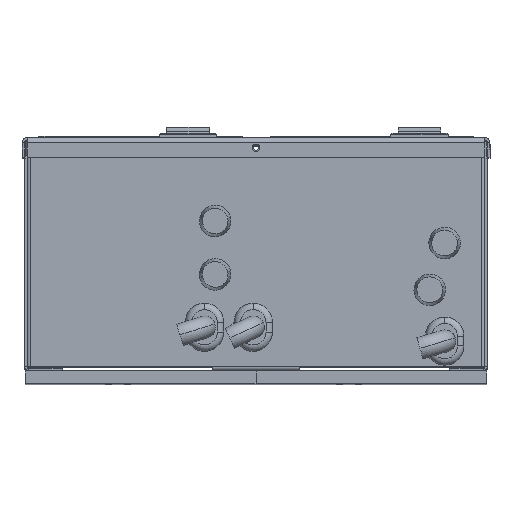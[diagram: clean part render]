
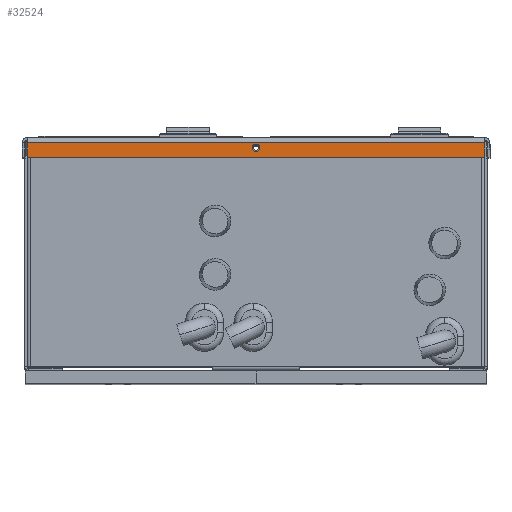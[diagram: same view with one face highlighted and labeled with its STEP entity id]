
A CAD part, top view. The second image highlights one B-rep face of the part: STEP entity #32524.
In plain terms, the highlighted planar face has unit normal (0, 0, 1).
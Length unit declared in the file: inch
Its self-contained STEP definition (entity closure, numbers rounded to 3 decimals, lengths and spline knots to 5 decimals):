
#3331 = CARTESIAN_POINT ( 'NONE',  ( 0., 0., 0.102 ) ) ;
#3359 = DIRECTION ( 'NONE',  ( 1., 0., 0. ) ) ;
#3734 = CARTESIAN_POINT ( 'NONE',  ( -8.914, 0., 0.102 ) ) ;
#7369 = CARTESIAN_POINT ( 'NONE',  ( -8.914, -0.0504, 0.102 ) ) ;
#8408 = CARTESIAN_POINT ( 'NONE',  ( 0., -0.3424, 0.102 ) ) ;
#9845 = CARTESIAN_POINT ( 'NONE',  ( -4.457, -0.1524, 0.102 ) ) ;
#9962 = VECTOR ( 'NONE', #3359, 39.37008 ) ;
#10664 = EDGE_LOOP ( 'NONE', ( #53699, #60223 ) ) ;
#11719 = ORIENTED_EDGE ( 'NONE', *, *, #40577, .T. ) ;
#18906 = FACE_BOUND ( 'NONE', #10664, .T. ) ;
#20045 = CARTESIAN_POINT ( 'NONE',  ( 0., -0.0504, 0.102 ) ) ;
#20046 = PLANE ( 'NONE',  #35181 ) ;
#20798 = LINE ( 'NONE', #20045, #21315 ) ;
#21315 = VECTOR ( 'NONE', #39104, 39.37008 ) ;
#21994 = CARTESIAN_POINT ( 'NONE',  ( 0., -0.0504, 0.102 ) ) ;
#23485 = ORIENTED_EDGE ( 'NONE', *, *, #70531, .T. ) ;
#23845 = CARTESIAN_POINT ( 'NONE',  ( -4.53175, -0.1524, 0.102 ) ) ;
#23869 = EDGE_LOOP ( 'NONE', ( #66400, #62383, #23485, #11719 ) ) ;
#26272 = EDGE_CURVE ( 'NONE', #52725, #76815, #20798, .T. ) ;
#26853 = VERTEX_POINT ( 'NONE', #61735 ) ;
#26960 = DIRECTION ( 'NONE',  ( 0., 0., 1. ) ) ;
#30577 = CARTESIAN_POINT ( 'NONE',  ( -4.457, -0.1524, 0.102 ) ) ;
#32495 = EDGE_CURVE ( 'NONE', #43920, #35230, #49204, .T. ) ;
#32524 = ADVANCED_FACE ( 'NONE', ( #18906, #42658 ), #20046, .F. ) ;
#32781 = CARTESIAN_POINT ( 'NONE',  ( -8.914, -0.3424, 0.102 ) ) ;
#32878 = DIRECTION ( 'NONE',  ( 0., 0., -1. ) ) ;
#35181 = AXIS2_PLACEMENT_3D ( 'NONE', #3331, #32878, #49605 ) ;
#35230 = VERTEX_POINT ( 'NONE', #56747 ) ;
#38054 = VECTOR ( 'NONE', #56990, 39.37008 ) ;
#39104 = DIRECTION ( 'NONE',  ( 1., 0., 0. ) ) ;
#40480 = LINE ( 'NONE', #64553, #43029 ) ;
#40577 = EDGE_CURVE ( 'NONE', #26853, #76815, #40480, .T. ) ;
#40756 = EDGE_CURVE ( 'NONE', #52725, #50328, #69400, .T. ) ;
#42658 = FACE_OUTER_BOUND ( 'NONE', #23869, .T. ) ;
#43029 = VECTOR ( 'NONE', #46702, 39.37008 ) ;
#43920 = VERTEX_POINT ( 'NONE', #23845 ) ;
#46291 = CIRCLE ( 'NONE', #51221, 0.07475 ) ;
#46702 = DIRECTION ( 'NONE',  ( 0., 1., 0. ) ) ;
#49204 = CIRCLE ( 'NONE', #59150, 0.07475 ) ;
#49605 = DIRECTION ( 'NONE',  ( 0., 1., 0. ) ) ;
#50328 = VERTEX_POINT ( 'NONE', #32781 ) ;
#51221 = AXIS2_PLACEMENT_3D ( 'NONE', #9845, #26960, #56894 ) ;
#52725 = VERTEX_POINT ( 'NONE', #7369 ) ;
#53699 = ORIENTED_EDGE ( 'NONE', *, *, #74788, .F. ) ;
#54293 = DIRECTION ( 'NONE',  ( 1., 0., 0. ) ) ;
#56747 = CARTESIAN_POINT ( 'NONE',  ( -4.38225, -0.1524, 0.102 ) ) ;
#56894 = DIRECTION ( 'NONE',  ( 1., 0., 0. ) ) ;
#56990 = DIRECTION ( 'NONE',  ( 0., -1., 0. ) ) ;
#59150 = AXIS2_PLACEMENT_3D ( 'NONE', #30577, #66346, #54293 ) ;
#60223 = ORIENTED_EDGE ( 'NONE', *, *, #32495, .F. ) ;
#61735 = CARTESIAN_POINT ( 'NONE',  ( 0., -0.3424, 0.102 ) ) ;
#62383 = ORIENTED_EDGE ( 'NONE', *, *, #40756, .T. ) ;
#64553 = CARTESIAN_POINT ( 'NONE',  ( 0., 0., 0.102 ) ) ;
#66346 = DIRECTION ( 'NONE',  ( 0., 0., 1. ) ) ;
#66400 = ORIENTED_EDGE ( 'NONE', *, *, #26272, .F. ) ;
#69400 = LINE ( 'NONE', #3734, #38054 ) ;
#70531 = EDGE_CURVE ( 'NONE', #50328, #26853, #73308, .T. ) ;
#73308 = LINE ( 'NONE', #8408, #9962 ) ;
#74788 = EDGE_CURVE ( 'NONE', #35230, #43920, #46291, .T. ) ;
#76815 = VERTEX_POINT ( 'NONE', #21994 ) ;
